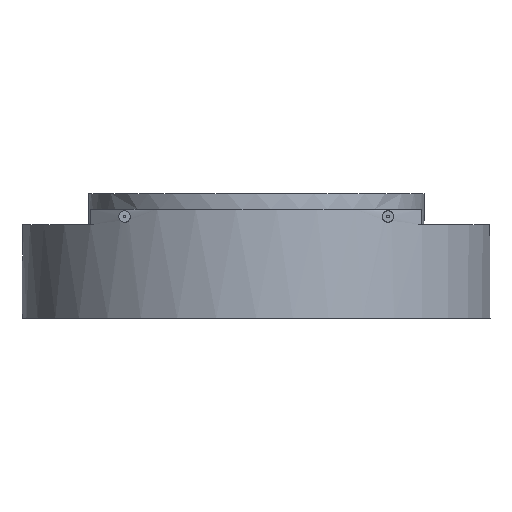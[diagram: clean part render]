
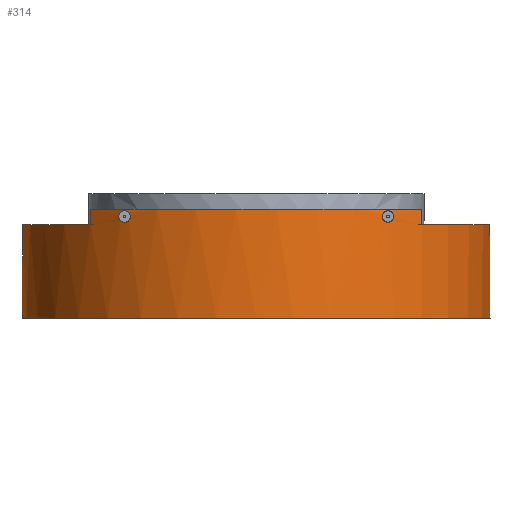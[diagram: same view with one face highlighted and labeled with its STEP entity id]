
A CAD part, left-side view. The second image highlights one B-rep face of the part: STEP entity #314.
In plain terms, the highlighted cylindrical face has radius 7.5 mm (diameter 15 mm), a full revolution.
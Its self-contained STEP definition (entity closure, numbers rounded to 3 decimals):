
#107=VECTOR('',#377,1.);
#109=VECTOR('',#380,1.);
#115=LINE('',#508,#107);
#117=LINE('',#513,#109);
#120=B_SPLINE_CURVE_WITH_KNOTS('',3,(#425,#426,#427,#428,#429,#430,#431,
#432,#433,#434,#435,#436,#437,#438,#439,#440,#441,#442,#443,#444,#445,#446,
#447,#448,#449,#450,#451,#452,#453,#454,#455,#456,#457,#458),
 .UNSPECIFIED.,.T.,.U.,(4,2,2,2,2,2,2,2,2,2,2,2,2,2,2,2,4),(0.,0.007,
0.014,0.022,0.031,0.039,
0.048,0.054,0.061,0.068,
0.075,0.083,0.092,0.1,
0.109,0.116,0.123),.UNSPECIFIED.);
#121=B_SPLINE_CURVE_WITH_KNOTS('',3,(#464,#465,#466,#467,#468,#469,#470,
#471,#472,#473,#474,#475,#476,#477,#478,#479,#480,#481,#482,#483,#484,#485,
#486,#487,#488,#489,#490,#491,#492,#493,#494,#495,#496,#497),
 .UNSPECIFIED.,.T.,.U.,(4,2,2,2,2,2,2,2,2,2,2,2,2,2,2,2,4),(0.,0.007,
0.014,0.022,0.031,0.039,
0.048,0.054,0.061,0.068,
0.075,0.084,0.092,0.101,
0.109,0.116,0.123),.UNSPECIFIED.);
#138=VERTEX_POINT('',#459);
#140=VERTEX_POINT('',#498);
#141=VERTEX_POINT('',#502);
#144=VERTEX_POINT('',#507);
#146=VERTEX_POINT('',#512);
#147=VERTEX_POINT('',#514);
#151=VERTEX_POINT('',#528);
#159=CIRCLE('',#334,7.5);
#163=CIRCLE('',#340,7.5);
#166=CIRCLE('',#346,7.5);
#172=EDGE_CURVE('',#138,#138,#120,.T.);
#174=EDGE_CURVE('',#140,#140,#121,.T.);
#178=EDGE_CURVE('',#144,#141,#115,.T.);
#180=EDGE_CURVE('',#147,#146,#117,.T.);
#183=EDGE_CURVE('',#146,#141,#159,.T.);
#187=EDGE_CURVE('',#151,#151,#163,.T.);
#190=EDGE_CURVE('',#144,#147,#166,.T.);
#227=ORIENTED_EDGE('',*,*,#172,.T.);
#228=ORIENTED_EDGE('',*,*,#174,.T.);
#229=ORIENTED_EDGE('',*,*,#187,.T.);
#230=ORIENTED_EDGE('',*,*,#190,.T.);
#231=ORIENTED_EDGE('',*,*,#180,.T.);
#232=ORIENTED_EDGE('',*,*,#183,.T.);
#233=ORIENTED_EDGE('',*,*,#178,.F.);
#263=EDGE_LOOP('',(#227));
#264=EDGE_LOOP('',(#228));
#265=EDGE_LOOP('',(#229));
#266=EDGE_LOOP('',(#230,#231,#232,#233));
#293=FACE_BOUND('',#263,.T.);
#294=FACE_BOUND('',#264,.T.);
#295=FACE_BOUND('',#265,.T.);
#296=FACE_BOUND('',#266,.T.);
#314=ADVANCED_FACE('',(#293,#294,#295,#296),#544,.T.);
#334=AXIS2_PLACEMENT_3D('',#519,#384,#385);
#340=AXIS2_PLACEMENT_3D('',#527,#395,#396);
#345=AXIS2_PLACEMENT_3D('',#534,#404,#405);
#346=AXIS2_PLACEMENT_3D('',#535,#406,#407);
#377=DIRECTION('',(0.,0.,1.));
#380=DIRECTION('',(0.,0.,1.));
#384=DIRECTION('',(0.,0.,-1.));
#385=DIRECTION('',(7.5,0.,0.));
#395=DIRECTION('',(0.,0.,1.));
#396=DIRECTION('',(-7.5,0.,0.));
#404=DIRECTION('',(0.,0.,1.));
#405=DIRECTION('',(7.5,0.,0.));
#406=DIRECTION('',(0.,0.,-1.));
#407=DIRECTION('',(7.5,0.,0.));
#425=CARTESIAN_POINT('',(-6.074,-4.4,3.012));
#426=CARTESIAN_POINT('',(-6.074,-4.4,2.989));
#427=CARTESIAN_POINT('',(-6.077,-4.395,2.965));
#428=CARTESIAN_POINT('',(-6.09,-4.378,2.922));
#429=CARTESIAN_POINT('',(-6.099,-4.365,2.902));
#430=CARTESIAN_POINT('',(-6.121,-4.333,2.868));
#431=CARTESIAN_POINT('',(-6.137,-4.312,2.853));
#432=CARTESIAN_POINT('',(-6.17,-4.265,2.833));
#433=CARTESIAN_POINT('',(-6.187,-4.239,2.828));
#434=CARTESIAN_POINT('',(-6.219,-4.193,2.828));
#435=CARTESIAN_POINT('',(-6.236,-4.168,2.833));
#436=CARTESIAN_POINT('',(-6.267,-4.121,2.853));
#437=CARTESIAN_POINT('',(-6.281,-4.099,2.868));
#438=CARTESIAN_POINT('',(-6.302,-4.067,2.902));
#439=CARTESIAN_POINT('',(-6.31,-4.054,2.921));
#440=CARTESIAN_POINT('',(-6.321,-4.037,2.965));
#441=CARTESIAN_POINT('',(-6.324,-4.032,2.989));
#442=CARTESIAN_POINT('',(-6.324,-4.032,3.035));
#443=CARTESIAN_POINT('',(-6.321,-4.037,3.059));
#444=CARTESIAN_POINT('',(-6.31,-4.054,3.102));
#445=CARTESIAN_POINT('',(-6.302,-4.067,3.122));
#446=CARTESIAN_POINT('',(-6.281,-4.099,3.156));
#447=CARTESIAN_POINT('',(-6.267,-4.121,3.171));
#448=CARTESIAN_POINT('',(-6.236,-4.168,3.191));
#449=CARTESIAN_POINT('',(-6.219,-4.193,3.196));
#450=CARTESIAN_POINT('',(-6.187,-4.239,3.196));
#451=CARTESIAN_POINT('',(-6.17,-4.265,3.191));
#452=CARTESIAN_POINT('',(-6.137,-4.312,3.171));
#453=CARTESIAN_POINT('',(-6.121,-4.333,3.156));
#454=CARTESIAN_POINT('',(-6.099,-4.365,3.122));
#455=CARTESIAN_POINT('',(-6.09,-4.378,3.102));
#456=CARTESIAN_POINT('',(-6.077,-4.395,3.059));
#457=CARTESIAN_POINT('',(-6.074,-4.4,3.035));
#458=CARTESIAN_POINT('',(-6.074,-4.4,3.012));
#459=CARTESIAN_POINT('',(-6.074,-4.4,3.012));
#464=CARTESIAN_POINT('',(-6.324,4.032,3.012));
#465=CARTESIAN_POINT('',(-6.324,4.032,2.989));
#466=CARTESIAN_POINT('',(-6.321,4.037,2.965));
#467=CARTESIAN_POINT('',(-6.31,4.054,2.921));
#468=CARTESIAN_POINT('',(-6.302,4.067,2.902));
#469=CARTESIAN_POINT('',(-6.281,4.099,2.868));
#470=CARTESIAN_POINT('',(-6.267,4.121,2.853));
#471=CARTESIAN_POINT('',(-6.236,4.168,2.833));
#472=CARTESIAN_POINT('',(-6.219,4.193,2.828));
#473=CARTESIAN_POINT('',(-6.187,4.239,2.828));
#474=CARTESIAN_POINT('',(-6.17,4.265,2.833));
#475=CARTESIAN_POINT('',(-6.137,4.312,2.853));
#476=CARTESIAN_POINT('',(-6.121,4.333,2.868));
#477=CARTESIAN_POINT('',(-6.099,4.365,2.902));
#478=CARTESIAN_POINT('',(-6.09,4.378,2.922));
#479=CARTESIAN_POINT('',(-6.077,4.395,2.965));
#480=CARTESIAN_POINT('',(-6.074,4.4,2.989));
#481=CARTESIAN_POINT('',(-6.074,4.4,3.035));
#482=CARTESIAN_POINT('',(-6.077,4.395,3.059));
#483=CARTESIAN_POINT('',(-6.09,4.378,3.102));
#484=CARTESIAN_POINT('',(-6.099,4.365,3.122));
#485=CARTESIAN_POINT('',(-6.121,4.333,3.156));
#486=CARTESIAN_POINT('',(-6.137,4.312,3.171));
#487=CARTESIAN_POINT('',(-6.17,4.265,3.191));
#488=CARTESIAN_POINT('',(-6.187,4.239,3.196));
#489=CARTESIAN_POINT('',(-6.219,4.193,3.196));
#490=CARTESIAN_POINT('',(-6.236,4.168,3.191));
#491=CARTESIAN_POINT('',(-6.267,4.121,3.171));
#492=CARTESIAN_POINT('',(-6.281,4.099,3.156));
#493=CARTESIAN_POINT('',(-6.302,4.067,3.122));
#494=CARTESIAN_POINT('',(-6.31,4.054,3.102));
#495=CARTESIAN_POINT('',(-6.321,4.037,3.059));
#496=CARTESIAN_POINT('',(-6.324,4.032,3.035));
#497=CARTESIAN_POINT('',(-6.324,4.032,3.012));
#498=CARTESIAN_POINT('',(-6.324,4.032,3.012));
#502=CARTESIAN_POINT('',(-5.303,5.303,3.25));
#507=CARTESIAN_POINT('',(-5.303,5.303,2.75));
#508=CARTESIAN_POINT('',(-5.303,5.303,2.75));
#512=CARTESIAN_POINT('',(-5.303,-5.303,3.25));
#513=CARTESIAN_POINT('',(-5.303,-5.303,2.75));
#514=CARTESIAN_POINT('',(-5.303,-5.303,2.75));
#519=CARTESIAN_POINT('',(0.,0.,3.25));
#527=CARTESIAN_POINT('',(0.,0.,-0.25));
#528=CARTESIAN_POINT('',(-7.5,0.,-0.25));
#534=CARTESIAN_POINT('',(0.,0.,0.));
#535=CARTESIAN_POINT('',(0.,0.,2.75));
#544=CYLINDRICAL_SURFACE('',#345,7.5);
